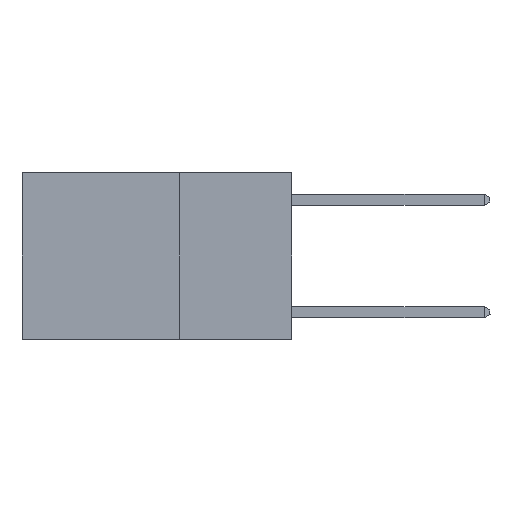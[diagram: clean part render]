
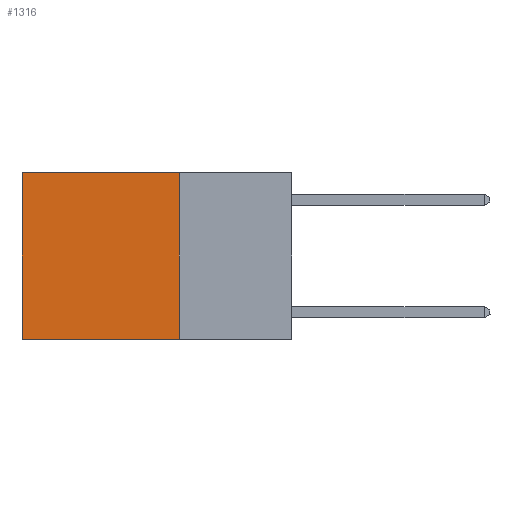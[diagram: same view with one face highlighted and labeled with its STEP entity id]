
A CAD part, left-side view. The second image highlights one B-rep face of the part: STEP entity #1316.
In plain terms, the highlighted planar face has unit normal (-1, 0, 0).
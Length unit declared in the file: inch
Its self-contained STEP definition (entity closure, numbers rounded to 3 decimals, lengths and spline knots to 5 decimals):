
#448 = VERTEX_POINT ( 'NONE', #11737 ) ;
#923 = CARTESIAN_POINT ( 'NONE',  ( 0.2625, 0.25, 0. ) ) ;
#1208 = EDGE_CURVE ( 'NONE', #448, #7985, #7158, .T. ) ;
#1268 = VECTOR ( 'NONE', #5922, 39.37008 ) ;
#1316 = ADVANCED_FACE ( 'NONE', ( #8349 ), #8663, .F. ) ;
#1871 = VECTOR ( 'NONE', #9633, 39.37008 ) ;
#1962 = LINE ( 'NONE', #4836, #1268 ) ;
#3066 = EDGE_CURVE ( 'NONE', #7825, #11447, #10173, .T. ) ;
#3097 = CARTESIAN_POINT ( 'NONE',  ( 0.2625, 0.6, 0. ) ) ;
#3318 = ORIENTED_EDGE ( 'NONE', *, *, #1208, .F. ) ;
#4414 = CARTESIAN_POINT ( 'NONE',  ( 0.2625, 0.25, 0. ) ) ;
#4836 = CARTESIAN_POINT ( 'NONE',  ( 0.2625, 0.6, 0. ) ) ;
#5766 = ORIENTED_EDGE ( 'NONE', *, *, #3066, .T. ) ;
#5922 = DIRECTION ( 'NONE',  ( 0., 0., -1. ) ) ;
#6200 = AXIS2_PLACEMENT_3D ( 'NONE', #8641, #7305, #7215 ) ;
#6497 = VECTOR ( 'NONE', #13784, 39.37008 ) ;
#7158 = LINE ( 'NONE', #12023, #6497 ) ;
#7215 = DIRECTION ( 'NONE',  ( 0., 0., -1. ) ) ;
#7262 = EDGE_CURVE ( 'NONE', #7825, #448, #13370, .T. ) ;
#7305 = DIRECTION ( 'NONE',  ( 1., 0., 0. ) ) ;
#7825 = VERTEX_POINT ( 'NONE', #4414 ) ;
#7985 = VERTEX_POINT ( 'NONE', #8998 ) ;
#8349 = FACE_OUTER_BOUND ( 'NONE', #12135, .T. ) ;
#8641 = CARTESIAN_POINT ( 'NONE',  ( 0.2625, 0.25, 0. ) ) ;
#8663 = PLANE ( 'NONE',  #6200 ) ;
#8998 = CARTESIAN_POINT ( 'NONE',  ( 0.2625, 0.6, -0.37 ) ) ;
#9633 = DIRECTION ( 'NONE',  ( 0., 1., 0. ) ) ;
#10162 = ORIENTED_EDGE ( 'NONE', *, *, #7262, .F. ) ;
#10173 = LINE ( 'NONE', #923, #1871 ) ;
#10546 = VECTOR ( 'NONE', #12263, 39.37008 ) ;
#11173 = CARTESIAN_POINT ( 'NONE',  ( 0.2625, 0.25, 0. ) ) ;
#11447 = VERTEX_POINT ( 'NONE', #3097 ) ;
#11586 = ORIENTED_EDGE ( 'NONE', *, *, #11759, .T. ) ;
#11737 = CARTESIAN_POINT ( 'NONE',  ( 0.2625, 0.25, -0.37 ) ) ;
#11759 = EDGE_CURVE ( 'NONE', #11447, #7985, #1962, .T. ) ;
#12023 = CARTESIAN_POINT ( 'NONE',  ( 0.2625, 0.25, -0.37 ) ) ;
#12135 = EDGE_LOOP ( 'NONE', ( #11586, #3318, #10162, #5766 ) ) ;
#12263 = DIRECTION ( 'NONE',  ( 0., 0., -1. ) ) ;
#13370 = LINE ( 'NONE', #11173, #10546 ) ;
#13784 = DIRECTION ( 'NONE',  ( 0., 1., 0. ) ) ;
